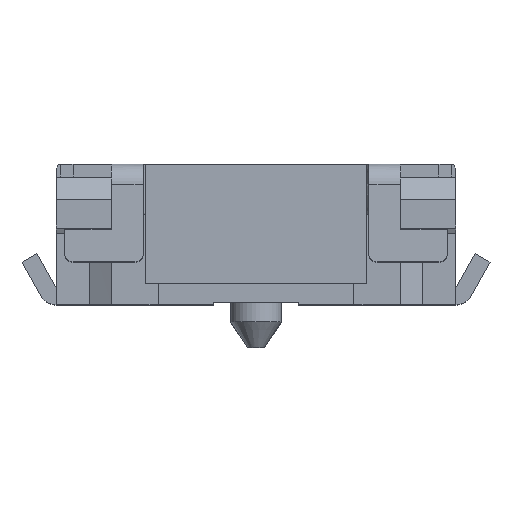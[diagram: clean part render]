
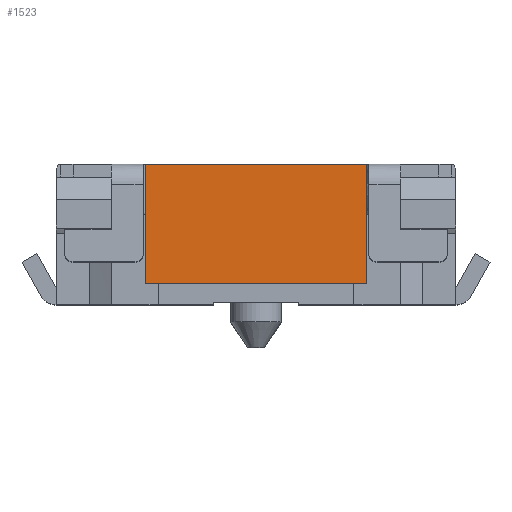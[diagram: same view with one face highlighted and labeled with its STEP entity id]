
A CAD part, top view. The second image highlights one B-rep face of the part: STEP entity #1523.
In plain terms, the highlighted planar face has unit normal (0, 0, 1).
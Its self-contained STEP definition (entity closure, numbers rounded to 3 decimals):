
#88 = LINE ( 'NONE', #5912, #3138 ) ;
#126 = LINE ( 'NONE', #450, #5629 ) ;
#130 = LINE ( 'NONE', #448, #5628 ) ;
#136 = LINE ( 'NONE', #446, #5627 ) ;
#446 = CARTESIAN_POINT ( 'NONE',  ( 1.3, 0.247, 2.75 ) ) ;
#447 = DIRECTION ( 'NONE',  ( 0., 1., 0. ) ) ;
#448 = CARTESIAN_POINT ( 'NONE',  ( 1.3, 1.647, 2.75 ) ) ;
#449 = DIRECTION ( 'NONE',  ( -1., 0., 0. ) ) ;
#450 = CARTESIAN_POINT ( 'NONE',  ( -1.3, 0.247, 2.75 ) ) ;
#451 = DIRECTION ( 'NONE',  ( 0., 1., 0. ) ) ;
#1453 = EDGE_LOOP ( 'NONE', ( #4942, #4944, #4943, #4945 ) ) ;
#1523 = ADVANCED_FACE ( 'NONE', ( #6260 ), #8100, .T. ) ;
#2135 = CARTESIAN_POINT ( 'NONE',  ( -1.3, 0.247, 2.75 ) ) ;
#2213 = CARTESIAN_POINT ( 'NONE',  ( 1.3, 1.647, 2.75 ) ) ;
#2230 = CARTESIAN_POINT ( 'NONE',  ( -1.3, 1.647, 2.75 ) ) ;
#2242 = CARTESIAN_POINT ( 'NONE',  ( 1.3, 0.247, 2.75 ) ) ;
#3138 = VECTOR ( 'NONE', #5913, 1000. ) ;
#4942 = ORIENTED_EDGE ( 'NONE', *, *, #8352, .T. ) ;
#4943 = ORIENTED_EDGE ( 'NONE', *, *, #8450, .F. ) ;
#4944 = ORIENTED_EDGE ( 'NONE', *, *, #8353, .F. ) ;
#4945 = ORIENTED_EDGE ( 'NONE', *, *, #8351, .T. ) ;
#5627 = VECTOR ( 'NONE', #447, 1000. ) ;
#5628 = VECTOR ( 'NONE', #449, 1000. ) ;
#5629 = VECTOR ( 'NONE', #451, 1000. ) ;
#5912 = CARTESIAN_POINT ( 'NONE',  ( 1.3, 0.247, 2.75 ) ) ;
#5913 = DIRECTION ( 'NONE',  ( -1., 0., 0. ) ) ;
#6260 = FACE_OUTER_BOUND ( 'NONE', #1453, .T. ) ;
#6460 = VERTEX_POINT ( 'NONE', #2135 ) ;
#6884 = VERTEX_POINT ( 'NONE', #2213 ) ;
#6948 = VERTEX_POINT ( 'NONE', #2230 ) ;
#6994 = VERTEX_POINT ( 'NONE', #2242 ) ;
#8100 = PLANE ( 'NONE',  #8504 ) ;
#8101 = CARTESIAN_POINT ( 'NONE',  ( 1.3, 0.247, 2.75 ) ) ;
#8102 = DIRECTION ( 'NONE',  ( 0., 0., 1. ) ) ;
#8103 = DIRECTION ( 'NONE',  ( 1., 0., 0. ) ) ;
#8351 = EDGE_CURVE ( 'NONE', #6994, #6884, #136, .T. ) ;
#8352 = EDGE_CURVE ( 'NONE', #6884, #6948, #130, .T. ) ;
#8353 = EDGE_CURVE ( 'NONE', #6460, #6948, #126, .T. ) ;
#8450 = EDGE_CURVE ( 'NONE', #6994, #6460, #88, .T. ) ;
#8504 = AXIS2_PLACEMENT_3D ( 'NONE', #8101, #8102, #8103 ) ;
